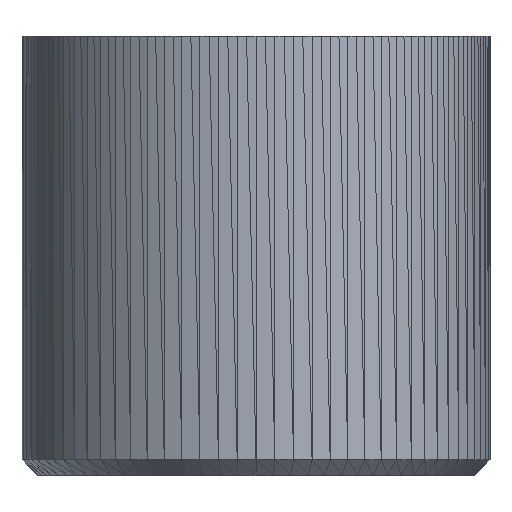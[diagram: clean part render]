
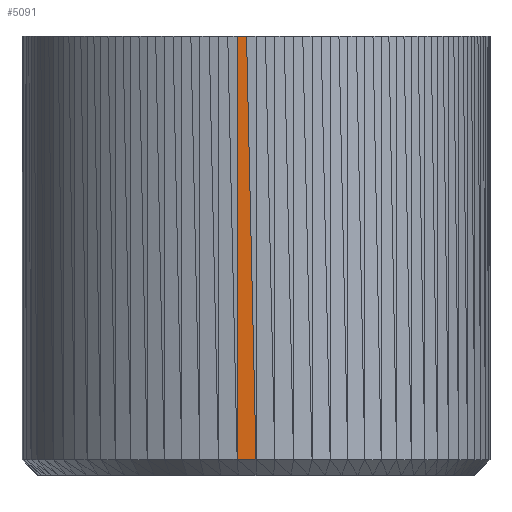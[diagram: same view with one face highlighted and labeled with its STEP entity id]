
A CAD part, top view. The second image highlights one B-rep face of the part: STEP entity #5091.
In plain terms, the highlighted planar face has unit normal (-0.04, 0, 0.999).
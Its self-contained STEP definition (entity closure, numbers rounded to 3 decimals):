
#95=FACE_OUTER_BOUND('',#486,.T.);
#486=EDGE_LOOP('',(#3648,#3649,#3650,#3651));
#876=LINE('',#7443,#1578);
#954=LINE('',#7598,#1656);
#1071=LINE('',#7833,#1773);
#1073=LINE('',#7836,#1775);
#1578=VECTOR('',#5878,10.);
#1656=VECTOR('',#5958,1.54);
#1773=VECTOR('',#6231,1.54);
#1775=VECTOR('',#6235,1.54);
#2280=VERTEX_POINT('',#7440);
#2281=VERTEX_POINT('',#7442);
#2357=VERTEX_POINT('',#7596);
#2397=VERTEX_POINT('',#7832);
#2593=EDGE_CURVE('',#2281,#2280,#876,.T.);
#2671=EDGE_CURVE('',#2357,#2280,#954,.T.);
#2788=EDGE_CURVE('',#2281,#2397,#1071,.T.);
#2790=EDGE_CURVE('',#2357,#2397,#1073,.T.);
#3648=ORIENTED_EDGE('',*,*,#2593,.T.);
#3649=ORIENTED_EDGE('',*,*,#2671,.F.);
#3650=ORIENTED_EDGE('',*,*,#2790,.T.);
#3651=ORIENTED_EDGE('',*,*,#2788,.F.);
#4700=PLANE('',#5484);
#5091=ADVANCED_FACE('',(#95),#4700,.T.);
#5484=AXIS2_PLACEMENT_3D('',#7835,#6233,#6234);
#5878=DIRECTION('',(-0.999,0.,-0.04));
#5958=DIRECTION('',(0.,1.,0.));
#6231=DIRECTION('',(0.022,-1.,0.001));
#6233=DIRECTION('center_axis',(-0.04,0.,0.999));
#6234=DIRECTION('ref_axis',(0.999,0.,0.04));
#6235=DIRECTION('',(0.999,0.,0.04));
#7440=CARTESIAN_POINT('',(51.236,79.039,44.951));
#7442=CARTESIAN_POINT('',(51.421,79.039,44.958));
#7443=CARTESIAN_POINT('',(51.797,79.039,44.974));
#7596=CARTESIAN_POINT('',(51.236,70.689,44.951));
#7598=CARTESIAN_POINT('',(51.236,70.689,44.951));
#7832=CARTESIAN_POINT('',(51.608,70.689,44.966));
#7833=CARTESIAN_POINT('',(51.236,87.318,44.951));
#7835=CARTESIAN_POINT('Origin',(51.608,70.689,44.966));
#7836=CARTESIAN_POINT('',(51.236,70.689,44.951));
